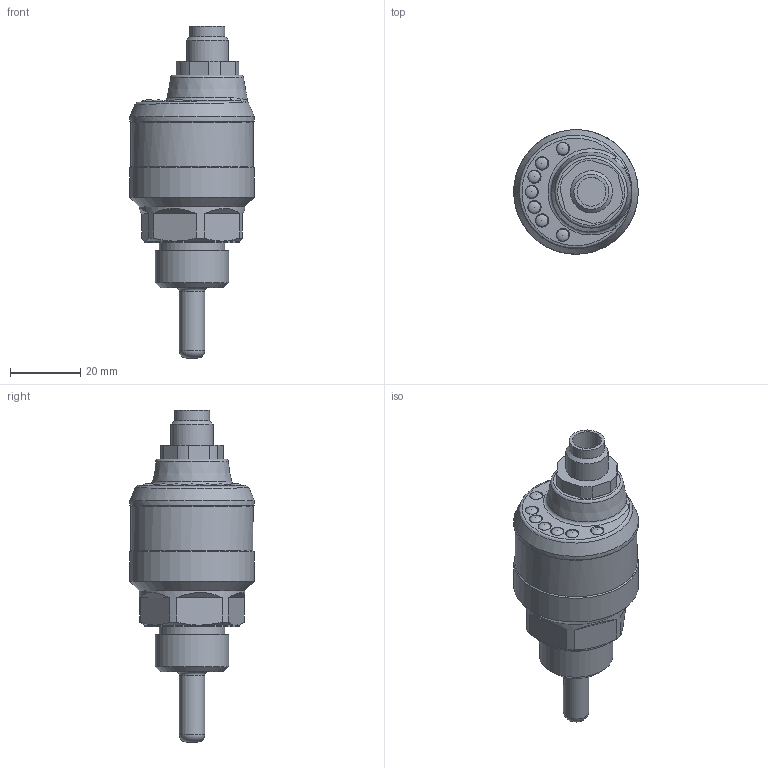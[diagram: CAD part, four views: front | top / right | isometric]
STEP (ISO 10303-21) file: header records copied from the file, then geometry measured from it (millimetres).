
FILE_DESCRIPTION(/* description */ ('Unknown'),/* implementation_level */ '2;1');
FILE_NAME(/* name */ 'TFS-35_N-10-G1_2(kratke)-C_L20',/* time_stamp */ '2019-07-18T14:20:53+02:00',/* author */ ('Unknown'),/* organization */ ('Unknown'),/* preprocessor_version */ 'ST-DEVELOPER v16.7',/* originating_system */ 'DEX',/* authorisation */ $);
FILE_SCHEMA (('AUTOMOTIVE_DESIGN {1 0 10303 214 3 1 1}'));
Length unit declared in the file: millimetre
Products named in the file (1): TFS-35_N-10-G1_2(kratke)-C_L20
Bounding box: 35.5 x 35.5 x 94.6 mm (x, y, z)
Volume: 17706.1 mm3; surface area: 15716 mm2
Topology: 1 solids, 13 shells, 217 faces, 523 edges, 338 vertices
Faces by surface type: plane 79, cylinder 62, cone 43, bspline 24, torus 9
Full cylindrical faces by diameter (mm): 2.5 x7, 2.6 x7, 3.5 x5, 6 x1, 6.2 x1, 7.2 x1, 8.2 x1, 9.8 x1, 10 x1, 12 x1, 12.3 x1, 13 x1, 16 x1, 18.6 x1, 20.955 x1, 24 x1, 27 x1, 30 x1, 30.999 x1, 33.3 x2, 33.5 x2, 34.8 x1, 35.5 x2
Entity records: 9010 total; most frequent: CARTESIAN_POINT 3184, DIRECTION 884, ORIENTED_EDGE 722, AXIS2_PLACEMENT_3D 386, EDGE_CURVE 361, FACE_BOUND 351, EDGE_LOOP 330, VERTEX_POINT 296
